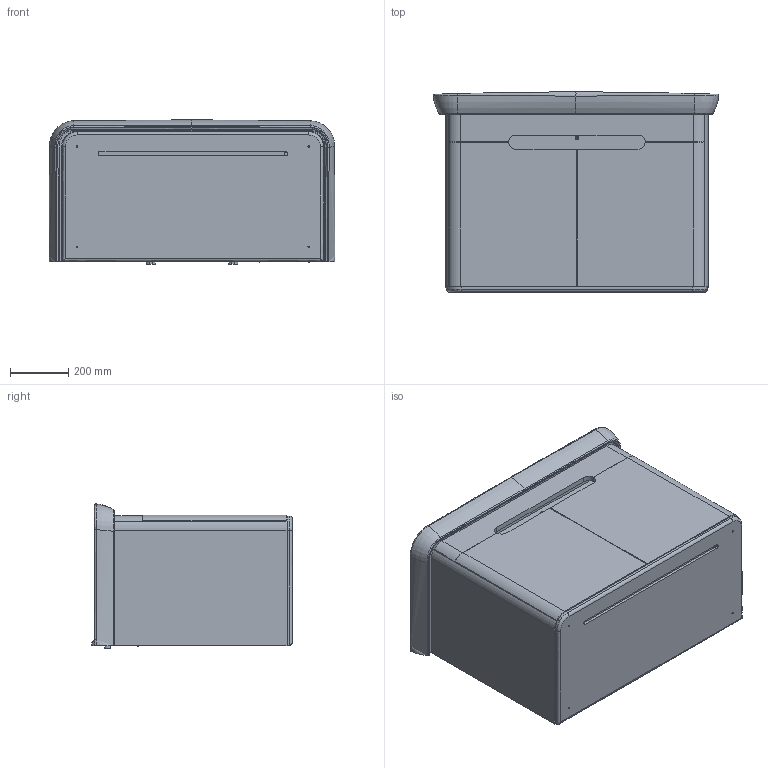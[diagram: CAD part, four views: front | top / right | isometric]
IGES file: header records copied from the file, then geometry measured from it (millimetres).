
Start section: SolidWorks IGES file using analytic representation for surfaces
Global section: file name: 60787+60799+60811 100 cm kapaklý lav dol ayaksýz.IGS; native system: SolidWorks 2016; preprocessor: SolidWorks 2016; author: nergis.ozcan; date: 170711.140551; units: millimetre
Bounding box: 979.51 x 687.17 x 494.19 mm (x, y, z)
Volume: 65058281.8 mm3; surface area: 6328207.8 mm2
Topology: 20 solids, 20 shells, 994 faces, 2350 edges, 1440 vertices
Faces by surface type: revolution 350, plane 332, bspline 312
